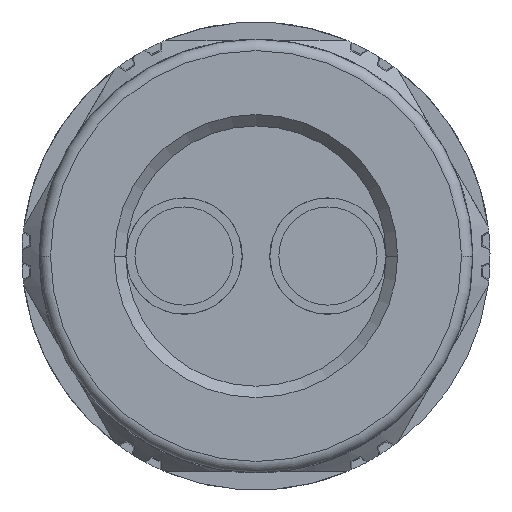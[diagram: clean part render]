
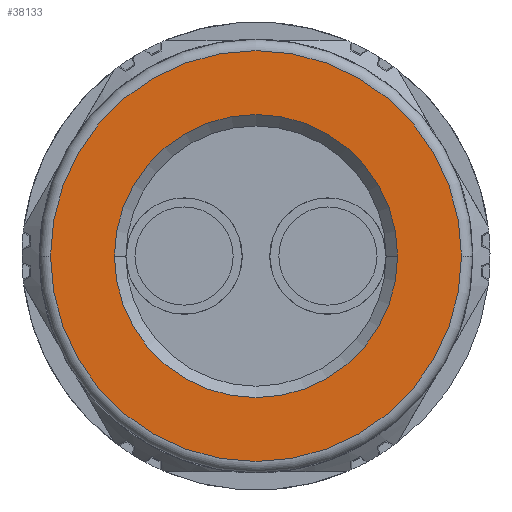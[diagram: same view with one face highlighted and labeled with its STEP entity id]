
A CAD part, front view. The second image highlights one B-rep face of the part: STEP entity #38133.
In plain terms, the highlighted planar face has unit normal (0, -1, 0).
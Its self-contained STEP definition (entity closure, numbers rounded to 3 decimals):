
#12272=CARTESIAN_POINT('',(0.,-48.35,0.));
#12273=DIRECTION('',(0.,-1.,0.));
#12274=DIRECTION('',(-1.,0.,0.));
#12275=AXIS2_PLACEMENT_3D('',#12272,#12273,#12274);
#12282=CARTESIAN_POINT('',(0.,-48.35,0.));
#12283=DIRECTION('',(0.,-1.,0.));
#12284=DIRECTION('',(1.,0.,0.));
#12285=AXIS2_PLACEMENT_3D('',#12282,#12283,#12284);
#12301=CARTESIAN_POINT('',(0.,-48.35,0.));
#12302=DIRECTION('',(0.,1.,0.));
#12303=DIRECTION('',(-1.,0.,0.));
#12304=AXIS2_PLACEMENT_3D('',#12301,#12302,#12303);
#12373=CARTESIAN_POINT('',(0.,-48.35,0.));
#12374=DIRECTION('',(0.,1.,0.));
#12375=DIRECTION('',(1.,0.,0.));
#12376=AXIS2_PLACEMENT_3D('',#12373,#12374,#12375);
#17192=CARTESIAN_POINT('',(9.,-48.35,0.));
#17193=VERTEX_POINT('',#17192);
#17194=CARTESIAN_POINT('',(-9.,-48.35,0.));
#17195=VERTEX_POINT('',#17194);
#17197=CARTESIAN_POINT('',(-6.2,-48.35,0.));
#17199=VERTEX_POINT('',#17197);
#17201=CARTESIAN_POINT('',(6.2,-48.35,0.));
#17203=VERTEX_POINT('',#17201);
#38117=CARTESIAN_POINT('',(0.,-48.35,0.));
#38118=DIRECTION('',(0.,-1.,0.));
#38119=DIRECTION('',(-1.,0.,0.));
#38120=AXIS2_PLACEMENT_3D('',#38117,#38118,#38119);
#38121=PLANE('',#38120);
#38123=ORIENTED_EDGE('',*,*,#38122,.F.);
#38124=ORIENTED_EDGE('',*,*,#38107,.F.);
#38125=EDGE_LOOP('',(#38123,#38124));
#38126=FACE_OUTER_BOUND('',#38125,.F.);
#38128=ORIENTED_EDGE('',*,*,#38127,.F.);
#38130=ORIENTED_EDGE('',*,*,#38129,.F.);
#38131=EDGE_LOOP('',(#38128,#38130));
#38132=FACE_BOUND('',#38131,.F.);
#38133=ADVANCED_FACE('',(#38126,#38132),#38121,.T.);
#12276=CIRCLE('',#12275,9.);
#12286=CIRCLE('',#12285,9.);
#12305=CIRCLE('',#12304,6.2);
#12377=CIRCLE('',#12376,6.2);
#38107=EDGE_CURVE('',#17195,#17193,#12276,.T.);
#38122=EDGE_CURVE('',#17193,#17195,#12286,.T.);
#38127=EDGE_CURVE('',#17199,#17203,#12305,.T.);
#38129=EDGE_CURVE('',#17203,#17199,#12377,.T.);
